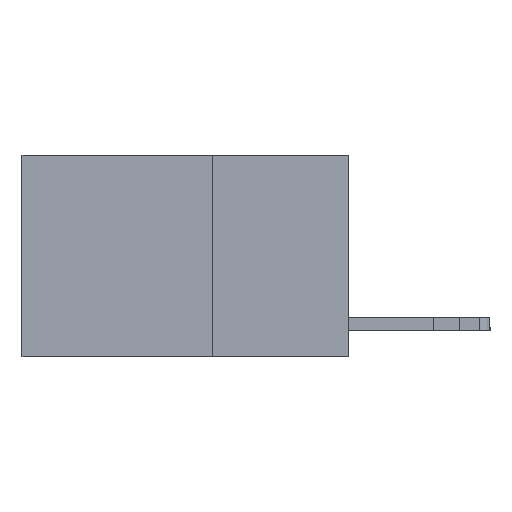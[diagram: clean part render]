
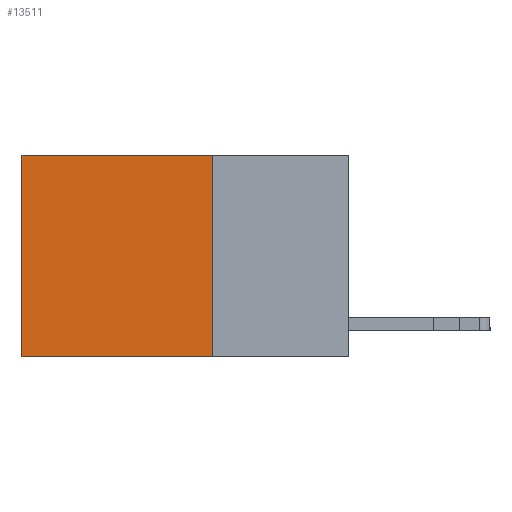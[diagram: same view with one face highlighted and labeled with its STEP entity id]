
A CAD part, left-side view. The second image highlights one B-rep face of the part: STEP entity #13511.
In plain terms, the highlighted planar face has unit normal (-1, 0, 0).
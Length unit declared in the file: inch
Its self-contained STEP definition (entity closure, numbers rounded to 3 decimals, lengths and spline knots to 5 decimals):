
#2478 = LINE ( 'NONE', #12439, #13552 ) ;
#2811 = ORIENTED_EDGE ( 'NONE', *, *, #16202, .F. ) ;
#3353 = CARTESIAN_POINT ( 'NONE',  ( 0.2625, 0.25, -0.37 ) ) ;
#3364 = CARTESIAN_POINT ( 'NONE',  ( 0.2625, 0.6, 0. ) ) ;
#3480 = ORIENTED_EDGE ( 'NONE', *, *, #15954, .T. ) ;
#3500 = VERTEX_POINT ( 'NONE', #4467 ) ;
#4281 = AXIS2_PLACEMENT_3D ( 'NONE', #7255, #16963, #7084 ) ;
#4467 = CARTESIAN_POINT ( 'NONE',  ( 0.2625, 0.6, -0.37 ) ) ;
#4810 = VERTEX_POINT ( 'NONE', #3364 ) ;
#6234 = LINE ( 'NONE', #3353, #14577 ) ;
#6661 = VERTEX_POINT ( 'NONE', #6765 ) ;
#6698 = CARTESIAN_POINT ( 'NONE',  ( 0.2625, 0.25, -0.37 ) ) ;
#6765 = CARTESIAN_POINT ( 'NONE',  ( 0.2625, 0.25, 0. ) ) ;
#7084 = DIRECTION ( 'NONE',  ( 0., 0., -1. ) ) ;
#7255 = CARTESIAN_POINT ( 'NONE',  ( 0.2625, 0.25, 0. ) ) ;
#7682 = EDGE_LOOP ( 'NONE', ( #3480, #13553, #2811, #13747 ) ) ;
#8178 = CARTESIAN_POINT ( 'NONE',  ( 0.2625, 0.25, 0. ) ) ;
#8487 = LINE ( 'NONE', #11370, #16417 ) ;
#8831 = DIRECTION ( 'NONE',  ( 0., 1., 0. ) ) ;
#9528 = LINE ( 'NONE', #8178, #10970 ) ;
#10127 = PLANE ( 'NONE',  #4281 ) ;
#10970 = VECTOR ( 'NONE', #12066, 39.37008 ) ;
#11370 = CARTESIAN_POINT ( 'NONE',  ( 0.2625, 0.6, 0. ) ) ;
#12066 = DIRECTION ( 'NONE',  ( 0., 1., 0. ) ) ;
#12316 = EDGE_CURVE ( 'NONE', #16163, #3500, #6234, .T. ) ;
#12439 = CARTESIAN_POINT ( 'NONE',  ( 0.2625, 0.25, 0. ) ) ;
#13511 = ADVANCED_FACE ( 'NONE', ( #15356 ), #10127, .F. ) ;
#13552 = VECTOR ( 'NONE', #14961, 39.37008 ) ;
#13553 = ORIENTED_EDGE ( 'NONE', *, *, #12316, .F. ) ;
#13747 = ORIENTED_EDGE ( 'NONE', *, *, #16573, .T. ) ;
#14577 = VECTOR ( 'NONE', #8831, 39.37008 ) ;
#14961 = DIRECTION ( 'NONE',  ( 0., 0., -1. ) ) ;
#15356 = FACE_OUTER_BOUND ( 'NONE', #7682, .T. ) ;
#15510 = DIRECTION ( 'NONE',  ( 0., 0., -1. ) ) ;
#15954 = EDGE_CURVE ( 'NONE', #4810, #3500, #8487, .T. ) ;
#16163 = VERTEX_POINT ( 'NONE', #6698 ) ;
#16202 = EDGE_CURVE ( 'NONE', #6661, #16163, #2478, .T. ) ;
#16417 = VECTOR ( 'NONE', #15510, 39.37008 ) ;
#16573 = EDGE_CURVE ( 'NONE', #6661, #4810, #9528, .T. ) ;
#16963 = DIRECTION ( 'NONE',  ( 1., 0., 0. ) ) ;
